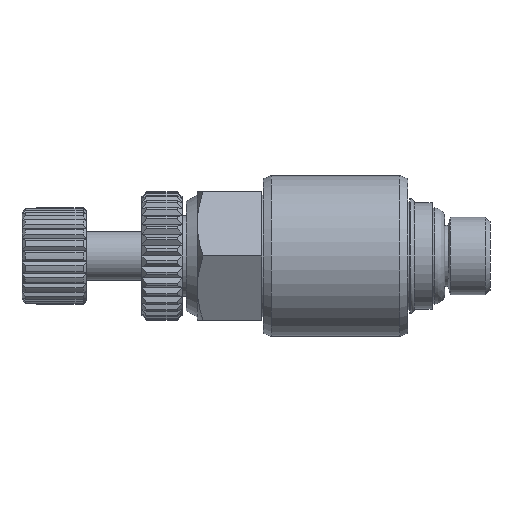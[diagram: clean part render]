
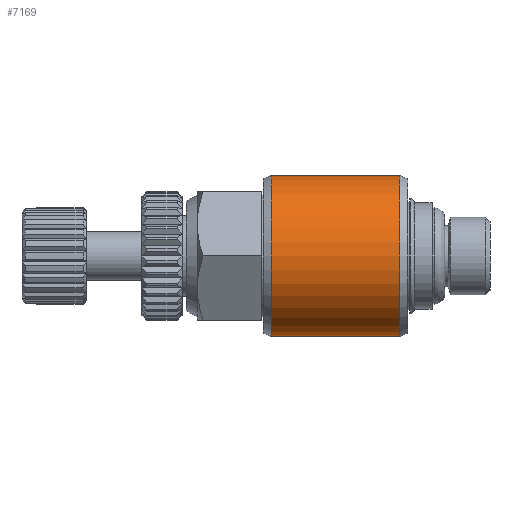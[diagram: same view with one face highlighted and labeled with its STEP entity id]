
A CAD part, left-side view. The second image highlights one B-rep face of the part: STEP entity #7169.
In plain terms, the highlighted cylindrical face has radius 5 mm (diameter 10 mm), a partial arc.
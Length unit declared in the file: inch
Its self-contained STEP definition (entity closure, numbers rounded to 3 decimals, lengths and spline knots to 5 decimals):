
#79 = DIRECTION ( 'NONE',  ( 0., 1., 0. ) ) ;
#100 = CARTESIAN_POINT ( 'NONE',  ( 0., 0.53543, -0.19685 ) ) ;
#142 = AXIS2_PLACEMENT_3D ( 'NONE', #5409, #79, #6269 ) ;
#180 = DIRECTION ( 'NONE',  ( 0., 0., 1. ) ) ;
#996 = CARTESIAN_POINT ( 'NONE',  ( 0., 0.37795, 0.19685 ) ) ;
#1014 = AXIS2_PLACEMENT_3D ( 'NONE', #3804, #4730, #2033 ) ;
#2033 = DIRECTION ( 'NONE',  ( 0., 0., 1. ) ) ;
#2604 = CARTESIAN_POINT ( 'NONE',  ( 0., 0.37795, -0.19685 ) ) ;
#3178 = VECTOR ( 'NONE', #9532, 39.37008 ) ;
#3233 = LINE ( 'NONE', #996, #7589 ) ;
#3297 = VERTEX_POINT ( 'NONE', #8517 ) ;
#3402 = EDGE_CURVE ( 'NONE', #10907, #4508, #5547, .T. ) ;
#3742 = CARTESIAN_POINT ( 'NONE',  ( 0., 0.53543, 0.19685 ) ) ;
#3783 = ORIENTED_EDGE ( 'NONE', *, *, #5826, .T. ) ;
#3804 = CARTESIAN_POINT ( 'NONE',  ( 0., 0.37795, 0. ) ) ;
#3909 = ORIENTED_EDGE ( 'NONE', *, *, #11094, .T. ) ;
#4364 = ORIENTED_EDGE ( 'NONE', *, *, #10400, .T. ) ;
#4508 = VERTEX_POINT ( 'NONE', #100 ) ;
#4554 = CYLINDRICAL_SURFACE ( 'NONE', #1014, 0.19685 ) ;
#4730 = DIRECTION ( 'NONE',  ( 0., 1., 0. ) ) ;
#5291 = CIRCLE ( 'NONE', #142, 0.19685 ) ;
#5409 = CARTESIAN_POINT ( 'NONE',  ( 0., 0.22047, 0. ) ) ;
#5508 = DIRECTION ( 'NONE',  ( 0., -1., 0. ) ) ;
#5547 = LINE ( 'NONE', #2604, #3178 ) ;
#5826 = EDGE_CURVE ( 'NONE', #8021, #4508, #9394, .T. ) ;
#6269 = DIRECTION ( 'NONE',  ( 0., 0., 1. ) ) ;
#6601 = FACE_OUTER_BOUND ( 'NONE', #8192, .T. ) ;
#7137 = DIRECTION ( 'NONE',  ( 0., 1., 0. ) ) ;
#7169 = ADVANCED_FACE ( 'NONE', ( #6601 ), #4554, .T. ) ;
#7589 = VECTOR ( 'NONE', #7137, 39.37008 ) ;
#7595 = AXIS2_PLACEMENT_3D ( 'NONE', #10580, #5508, #180 ) ;
#8021 = VERTEX_POINT ( 'NONE', #3742 ) ;
#8192 = EDGE_LOOP ( 'NONE', ( #10229, #4364, #3909, #3783 ) ) ;
#8504 = CARTESIAN_POINT ( 'NONE',  ( 0., 0.22047, -0.19685 ) ) ;
#8517 = CARTESIAN_POINT ( 'NONE',  ( 0., 0.22047, 0.19685 ) ) ;
#9394 = CIRCLE ( 'NONE', #7595, 0.19685 ) ;
#9532 = DIRECTION ( 'NONE',  ( 0., 1., 0. ) ) ;
#10229 = ORIENTED_EDGE ( 'NONE', *, *, #3402, .F. ) ;
#10400 = EDGE_CURVE ( 'NONE', #10907, #3297, #5291, .T. ) ;
#10580 = CARTESIAN_POINT ( 'NONE',  ( 0., 0.53543, 0. ) ) ;
#10907 = VERTEX_POINT ( 'NONE', #8504 ) ;
#11094 = EDGE_CURVE ( 'NONE', #3297, #8021, #3233, .T. ) ;
